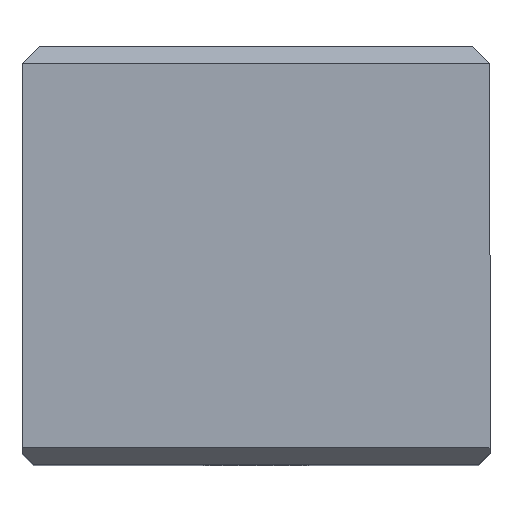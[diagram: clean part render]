
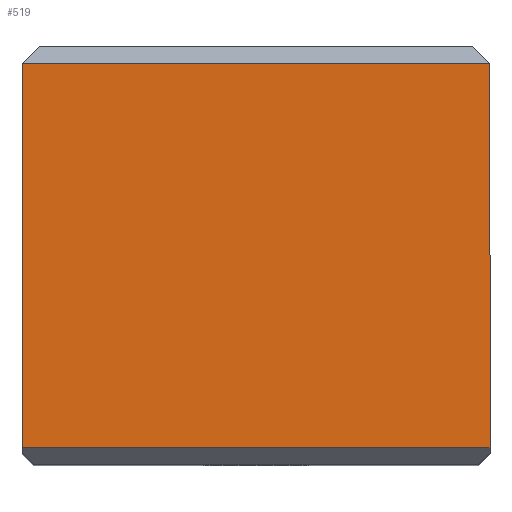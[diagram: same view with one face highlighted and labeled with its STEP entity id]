
A CAD part, top view. The second image highlights one B-rep face of the part: STEP entity #519.
In plain terms, the highlighted planar face has unit normal (0, 0, 1).
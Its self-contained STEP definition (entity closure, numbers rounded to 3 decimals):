
#297 = EDGE_CURVE ( 'NONE', #4778, #3585, #1954, .T. ) ;
#364 = EDGE_CURVE ( 'NONE', #4794, #4778, #1124, .T. ) ;
#367 = EDGE_CURVE ( 'NONE', #4809, #4794, #1109, .T. ) ;
#420 = EDGE_CURVE ( 'NONE', #3585, #4809, #1277, .T. ) ;
#519 = ADVANCED_FACE ( 'NONE', ( #2985 ), #2971, .T. ) ;
#730 = VECTOR ( 'NONE', #1959, 1000. ) ;
#732 = VECTOR ( 'NONE', #1120, 1000. ) ;
#775 = VECTOR ( 'NONE', #1157, 1000. ) ;
#820 = VECTOR ( 'NONE', #1297, 1000. ) ;
#929 = AXIS2_PLACEMENT_3D ( 'NONE', #2990, #2973, #2986 ) ;
#1109 = LINE ( 'NONE', #1115, #775 ) ;
#1115 = CARTESIAN_POINT ( 'NONE',  ( -6.287, 0.7, 15.764 ) ) ;
#1120 = DIRECTION ( 'NONE',  ( 0., 1., 0. ) ) ;
#1124 = LINE ( 'NONE', #1129, #732 ) ;
#1129 = CARTESIAN_POINT ( 'NONE',  ( 8.963, 4.25, 15.764 ) ) ;
#1157 = DIRECTION ( 'NONE',  ( 1., 0., 0. ) ) ;
#1277 = LINE ( 'NONE', #1310, #820 ) ;
#1297 = DIRECTION ( 'NONE',  ( 0., -1., 0. ) ) ;
#1310 = CARTESIAN_POINT ( 'NONE',  ( -10.037, 17., 15.764 ) ) ;
#1954 = LINE ( 'NONE', #1955, #730 ) ;
#1955 = CARTESIAN_POINT ( 'NONE',  ( -6.287, 16.3, 15.764 ) ) ;
#1959 = DIRECTION ( 'NONE',  ( -1., 0., 0. ) ) ;
#2602 = CARTESIAN_POINT ( 'NONE',  ( -10.037, 16.3, 15.764 ) ) ;
#2680 = CARTESIAN_POINT ( 'NONE',  ( -10.037, 0.7, 15.764 ) ) ;
#2734 = CARTESIAN_POINT ( 'NONE',  ( 8.963, 16.3, 15.764 ) ) ;
#2737 = CARTESIAN_POINT ( 'NONE',  ( 8.963, 0.7, 15.764 ) ) ;
#2971 = PLANE ( 'NONE',  #929 ) ;
#2973 = DIRECTION ( 'NONE',  ( 0., 0., 1. ) ) ;
#2985 = FACE_OUTER_BOUND ( 'NONE', #3841, .T. ) ;
#2986 = DIRECTION ( 'NONE',  ( 1., 0., 0. ) ) ;
#2990 = CARTESIAN_POINT ( 'NONE',  ( -6.287, 4.25, 15.764 ) ) ;
#3585 = VERTEX_POINT ( 'NONE', #2602 ) ;
#3595 = ORIENTED_EDGE ( 'NONE', *, *, #367, .T. ) ;
#3611 = ORIENTED_EDGE ( 'NONE', *, *, #297, .T. ) ;
#3629 = ORIENTED_EDGE ( 'NONE', *, *, #420, .T. ) ;
#3647 = ORIENTED_EDGE ( 'NONE', *, *, #364, .T. ) ;
#3841 = EDGE_LOOP ( 'NONE', ( #3629, #3595, #3647, #3611 ) ) ;
#4778 = VERTEX_POINT ( 'NONE', #2734 ) ;
#4794 = VERTEX_POINT ( 'NONE', #2737 ) ;
#4809 = VERTEX_POINT ( 'NONE', #2680 ) ;
